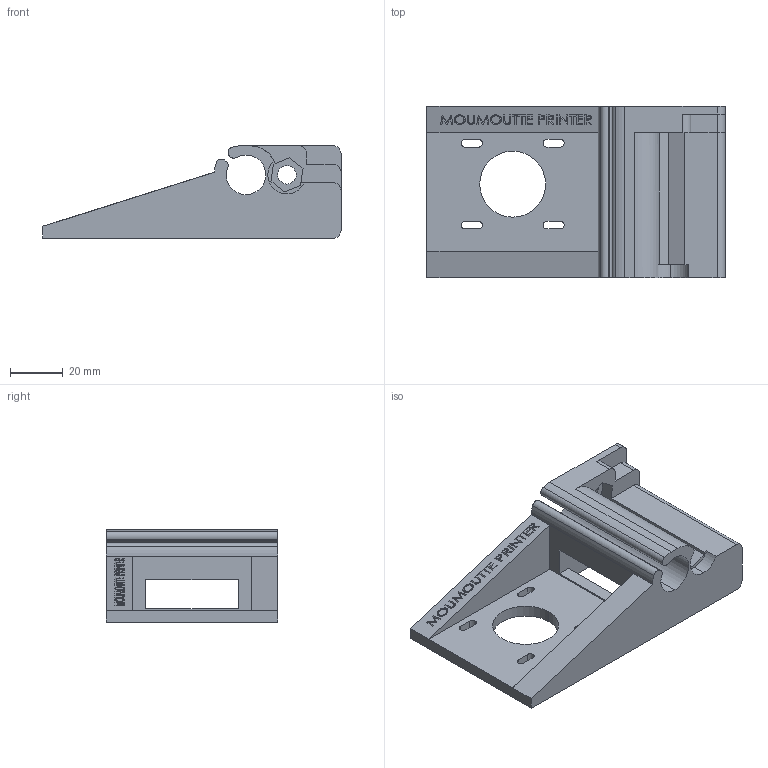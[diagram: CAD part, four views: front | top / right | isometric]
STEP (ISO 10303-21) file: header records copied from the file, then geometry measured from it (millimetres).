
FILE_DESCRIPTION (( 'STEP AP214' ), '1' );
FILE_NAME ('abs-z-axis-left.STEP', '2015-12-12T14:33:25', ( '' ), ( '' ), 'SwSTEP 2.0', 'SolidWorks 2014', '' );
FILE_SCHEMA (( 'AUTOMOTIVE_DESIGN' ));
Length unit declared in the file: millimetre
Products named in the file (2): abs-z-axis-left
Bounding box: 113 x 65 x 35 mm (x, y, z)
Volume: 73310.6 mm3; surface area: 32973.5 mm2
Topology: 2 solids, 2 shells, 287 faces, 781 edges, 520 vertices
Faces by surface type: plane 204, bspline 46, cylinder 37
Entity records: 12256 total; most frequent: CARTESIAN_POINT 5140, ORIENTED_EDGE 1562, DIRECTION 1250, EDGE_CURVE 781, VECTOR 614, LINE 614, VERTEX_POINT 520, EDGE_LOOP 327
